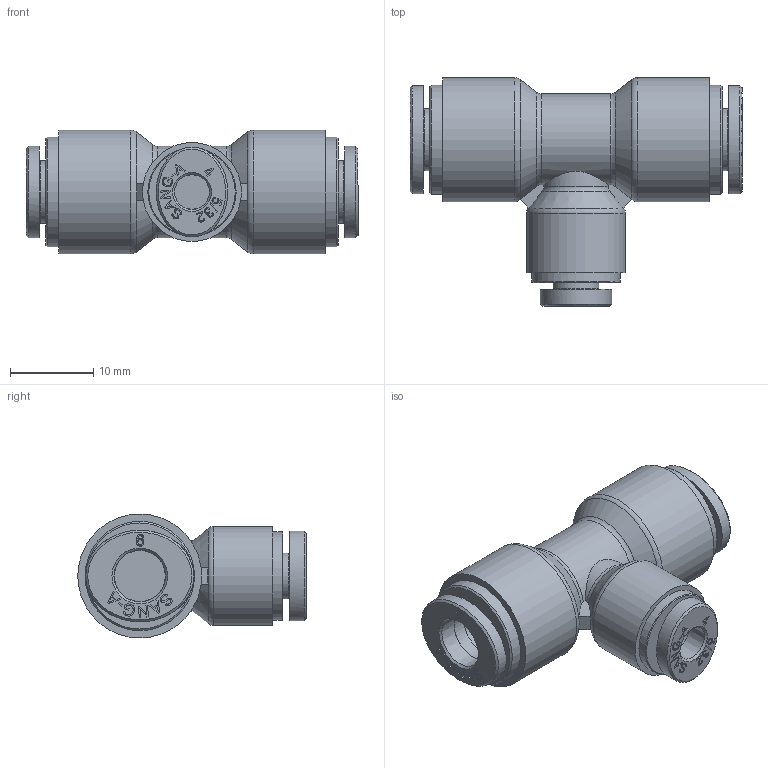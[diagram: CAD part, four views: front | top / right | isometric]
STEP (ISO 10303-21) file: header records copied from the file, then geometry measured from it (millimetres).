
FILE_DESCRIPTION((''),'2;1');
FILE_NAME('HR-PUG 0604.stp','2020-03-19T16:50:48',('user'),(''),'Autodesk Inventor 2013','Autodesk Inventor 2013','');
FILE_SCHEMA(('AUTOMOTIVE_DESIGN { 1 0 10303 214 1 1 1 1 }'));
Length unit declared in the file: millimetre
Products named in the file (8): 조립품24; HR-PUG 0604 BODY; HR-COLLAR 06; HR-Collar 06L(SUS); HR-SLEEVE 06; HR-COLLAR 04; HR-Collar 04L(SUS); HR-SLEEVE 04
Assembly tree (8 placements, depth 3):
  조립품24
    HR-PUG 0604 BODY
    HR-COLLAR 06  x2
      HR-Collar 06L(SUS)
      HR-SLEEVE 06
    HR-COLLAR 04
      HR-Collar 04L(SUS)
      HR-SLEEVE 04
Bounding box: 39.9 x 27.45 x 14.9 mm (x, y, z)
Volume: 5716.9 mm3; surface area: 4437.5 mm2
Topology: 7 solids, 7 shells, 416 faces, 1075 edges, 713 vertices
Faces by surface type: plane 227, bspline 149, cylinder 18, cone 15, torus 7
Full cylindrical faces by diameter (mm): 4.179 x1, 4.2 x1, 5.5 x1, 6.198 x2, 6.2 x2, 7.5 x2, 10.6 x1, 11.9 x1, 13.15 x2, 14.9 x2
Entity records: 10026 total; most frequent: CARTESIAN_POINT 3205, ORIENTED_EDGE 1508, DIRECTION 1012, EDGE_CURVE 754, VERTEX_POINT 516, VECTOR 478, LINE 478, EDGE_LOOP 370
